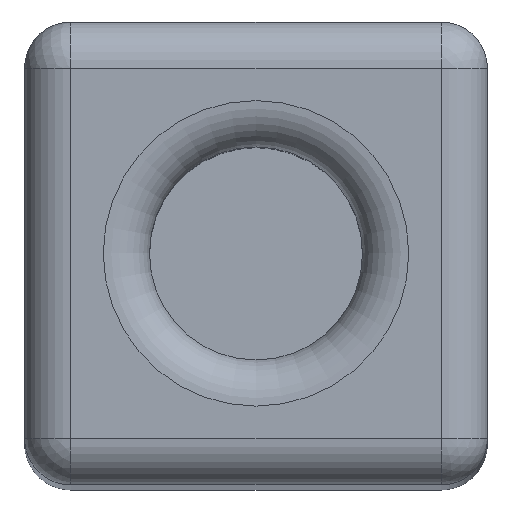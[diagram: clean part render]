
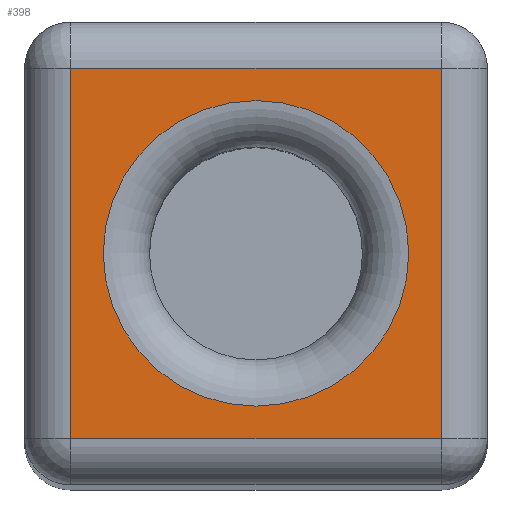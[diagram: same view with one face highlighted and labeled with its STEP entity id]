
A CAD part, top view. The second image highlights one B-rep face of the part: STEP entity #398.
In plain terms, the highlighted planar face has unit normal (0, 0, 1).
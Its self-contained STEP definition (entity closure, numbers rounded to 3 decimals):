
#16=FACE_BOUND('',#142,.T.);
#22=PLANE('',#471);
#36=LINE('',#699,#61);
#38=LINE('',#702,#63);
#42=LINE('',#708,#67);
#46=LINE('',#714,#71);
#61=VECTOR('',#572,10.);
#63=VECTOR('',#576,10.);
#67=VECTOR('',#584,10.);
#71=VECTOR('',#592,10.);
#112=FACE_OUTER_BOUND('',#141,.T.);
#141=EDGE_LOOP('',(#349,#350,#351,#352));
#142=EDGE_LOOP('',(#353));
#170=CIRCLE('',#472,3.3);
#176=VERTEX_POINT('',#626);
#179=VERTEX_POINT('',#633);
#185=VERTEX_POINT('',#647);
#191=VERTEX_POINT('',#664);
#199=VERTEX_POINT('',#722);
#239=EDGE_CURVE('',#185,#191,#36,.T.);
#241=EDGE_CURVE('',#191,#179,#38,.T.);
#245=EDGE_CURVE('',#176,#185,#42,.T.);
#249=EDGE_CURVE('',#179,#176,#46,.T.);
#251=EDGE_CURVE('',#199,#199,#170,.T.);
#349=ORIENTED_EDGE('',*,*,#239,.F.);
#350=ORIENTED_EDGE('',*,*,#245,.F.);
#351=ORIENTED_EDGE('',*,*,#249,.F.);
#352=ORIENTED_EDGE('',*,*,#241,.F.);
#353=ORIENTED_EDGE('',*,*,#251,.F.);
#398=ADVANCED_FACE('',(#112,#16),#22,.T.);
#471=AXIS2_PLACEMENT_3D('',#721,#604,#605);
#472=AXIS2_PLACEMENT_3D('',#723,#606,#607);
#572=DIRECTION('',(0.,1.,0.));
#576=DIRECTION('',(1.,0.,0.));
#584=DIRECTION('',(-1.,0.,0.));
#592=DIRECTION('',(0.,-1.,0.));
#604=DIRECTION('center_axis',(0.,0.,1.));
#605=DIRECTION('ref_axis',(1.,0.,0.));
#606=DIRECTION('center_axis',(0.,0.,1.));
#607=DIRECTION('ref_axis',(-1.,0.,0.));
#626=CARTESIAN_POINT('',(9.,-9.,65.));
#633=CARTESIAN_POINT('',(9.,-1.,65.));
#647=CARTESIAN_POINT('',(1.,-9.,65.));
#664=CARTESIAN_POINT('',(1.,-1.,65.));
#699=CARTESIAN_POINT('',(1.,-2.5,65.));
#702=CARTESIAN_POINT('',(7.5,-1.,65.));
#708=CARTESIAN_POINT('',(2.5,-9.,65.));
#714=CARTESIAN_POINT('',(9.,-7.5,65.));
#721=CARTESIAN_POINT('Origin',(5.,-5.,65.));
#722=CARTESIAN_POINT('',(8.3,-5.,65.));
#723=CARTESIAN_POINT('Origin',(5.,-5.,65.));
